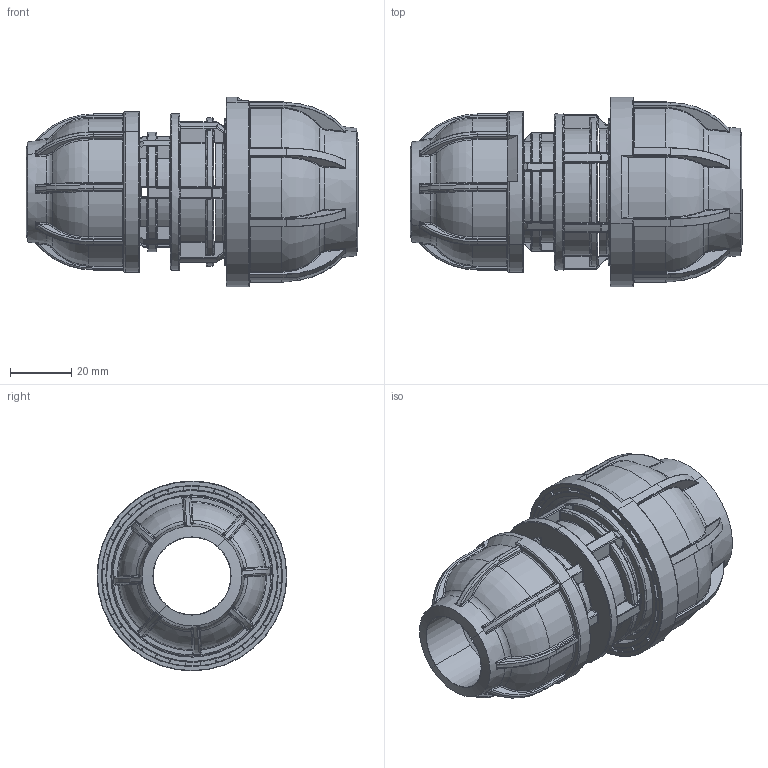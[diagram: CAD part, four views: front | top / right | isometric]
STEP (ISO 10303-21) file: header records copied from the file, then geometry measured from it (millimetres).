
FILE_DESCRIPTION (( 'STEP AP203' ), '1' );
FILE_NAME ('R212.032.025.step', '2013-11-19T09:12:21', ( 'Alusic' ), ( 'Alusic' ), 'SwSTEP 2.0', 'SolidWorks 2011', '' );
FILE_SCHEMA (( 'CONFIG_CONTROL_DESIGN' ));
Length unit declared in the file: millimetre
Products named in the file (1): R212.032.025
Bounding box: 108.45 x 62 x 62 mm (x, y, z)
Surface area: 43191.3 mm2 (no closed solid volume)
Topology: 0 solids, 9 shells, 1493 faces, 4679 edges, 2915 vertices
Faces by surface type: cylinder 528, torus 321, bspline 297, plane 277, sphere 40, cone 30
Entity records: 65195 total; most frequent: CARTESIAN_POINT 27986, DIRECTION 7611, ORIENTED_EDGE 7369, EDGE_CURVE 4643, AXIS2_PLACEMENT_3D 3262, VERTEX_POINT 2911, CIRCLE 2065, EDGE_LOOP 1500
